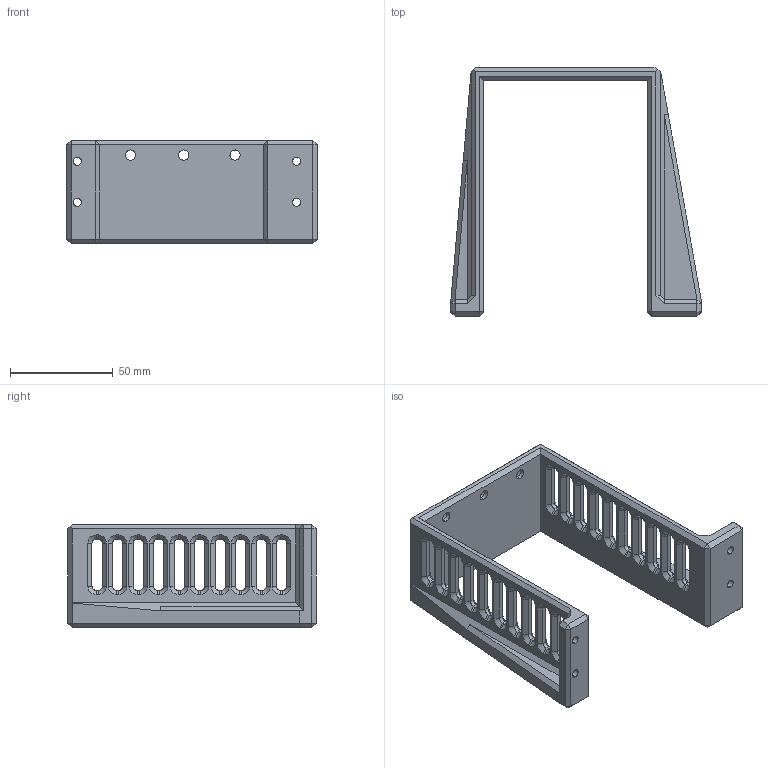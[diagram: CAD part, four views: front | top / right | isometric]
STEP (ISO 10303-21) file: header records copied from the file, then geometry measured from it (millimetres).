
FILE_DESCRIPTION (( 'STEP AP214' ), '1' );
FILE_NAME ('PSUsholderfront.STEP', '2025-02-22T18:33:18', ( '' ), ( '' ), 'SwSTEP 2.0', 'SolidWorks 2023', '' );
FILE_SCHEMA (( 'AUTOMOTIVE_DESIGN' ));
Length unit declared in the file: millimetre
Products named in the file (1): PSUsholderfront
Bounding box: 122 x 121 x 50 mm (x, y, z)
Volume: 101778.9 mm3; surface area: 40662.5 mm2
Topology: 1 solids, 1 shells, 571 faces, 1330 edges, 764 vertices
Faces by surface type: plane 311, cone 160, cylinder 100
Entity records: 15911 total; most frequent: DIRECTION 2834, CARTESIAN_POINT 2666, ORIENTED_EDGE 2660, EDGE_CURVE 1330, VECTOR 970, LINE 970, AXIS2_PLACEMENT_3D 932, VERTEX_POINT 764
